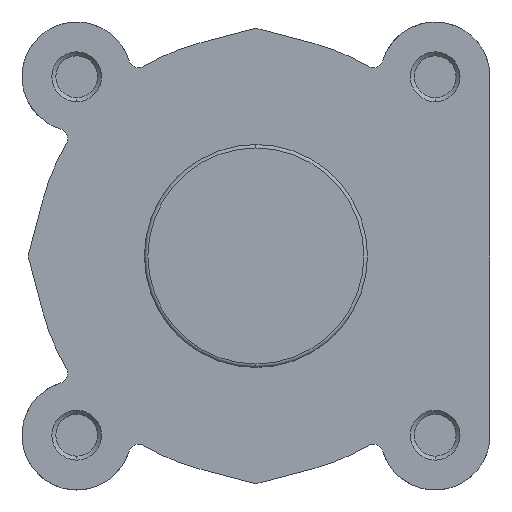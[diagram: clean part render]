
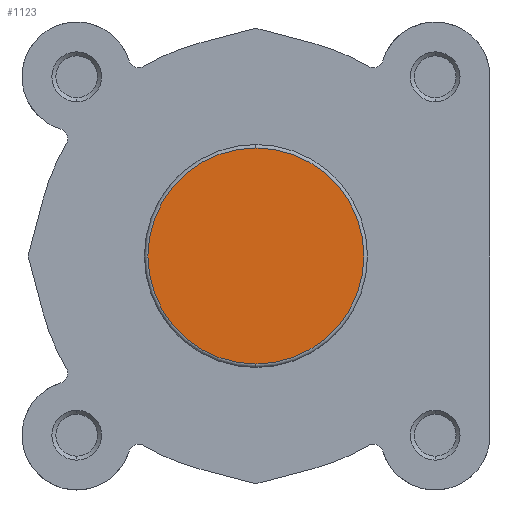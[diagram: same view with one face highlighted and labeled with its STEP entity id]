
A CAD part, left-side view. The second image highlights one B-rep face of the part: STEP entity #1123.
In plain terms, the highlighted planar face has unit normal (-1, 0, 0).
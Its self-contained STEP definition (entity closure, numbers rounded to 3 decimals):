
#291 = CIRCLE ( 'NONE', #2061, 21.7 ) ;
#911 = CIRCLE ( 'NONE', #2296, 21.7 ) ;
#1123 = ADVANCED_FACE ( 'NONE', ( #6209 ), #5497, .F. ) ;
#1260 = EDGE_CURVE ( 'NONE', #4955, #4954, #291, .T. ) ;
#1701 = EDGE_CURVE ( 'NONE', #4954, #4955, #911, .T. ) ;
#1894 = AXIS2_PLACEMENT_3D ( 'NONE', #5504, #5512, #5513 ) ;
#2061 = AXIS2_PLACEMENT_3D ( 'NONE', #2468, #2469, #2470 ) ;
#2296 = AXIS2_PLACEMENT_3D ( 'NONE', #6483, #6485, #6486 ) ;
#2468 = CARTESIAN_POINT ( 'NONE',  ( 0., 0., 0. ) ) ;
#2469 = DIRECTION ( 'NONE',  ( -1., 0., 0. ) ) ;
#2470 = DIRECTION ( 'NONE',  ( 0., 0., -1. ) ) ;
#4459 = ORIENTED_EDGE ( 'NONE', *, *, #1260, .T. ) ;
#4460 = ORIENTED_EDGE ( 'NONE', *, *, #1701, .T. ) ;
#4793 = EDGE_LOOP ( 'NONE', ( #4459, #4460 ) ) ;
#4954 = VERTEX_POINT ( 'NONE', #6841 ) ;
#4955 = VERTEX_POINT ( 'NONE', #6842 ) ;
#5497 = PLANE ( 'NONE',  #1894 ) ;
#5504 = CARTESIAN_POINT ( 'NONE',  ( 0., 22.4, 0. ) ) ;
#5512 = DIRECTION ( 'NONE',  ( 1., 0., 0. ) ) ;
#5513 = DIRECTION ( 'NONE',  ( 0., 0., -1. ) ) ;
#6209 = FACE_OUTER_BOUND ( 'NONE', #4793, .T. ) ;
#6483 = CARTESIAN_POINT ( 'NONE',  ( 0., 0., 0. ) ) ;
#6485 = DIRECTION ( 'NONE',  ( -1., 0., 0. ) ) ;
#6486 = DIRECTION ( 'NONE',  ( 0., 0., -1. ) ) ;
#6841 = CARTESIAN_POINT ( 'NONE',  ( 0., 0., 21.7 ) ) ;
#6842 = CARTESIAN_POINT ( 'NONE',  ( 0., 0., -21.7 ) ) ;
